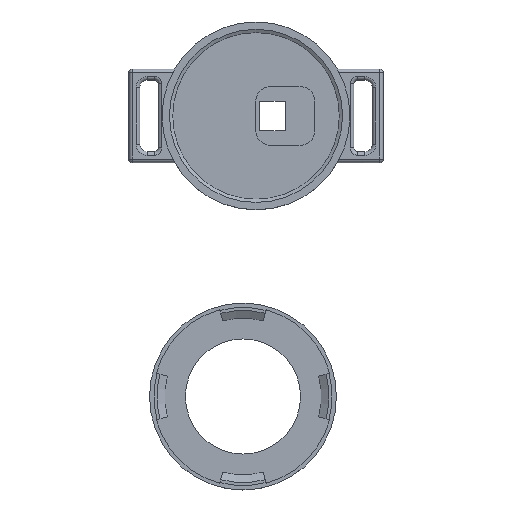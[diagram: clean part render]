
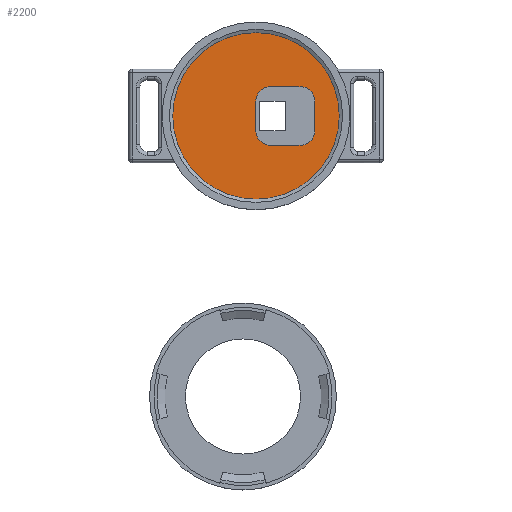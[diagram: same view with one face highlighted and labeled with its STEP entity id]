
A CAD part, top view. The second image highlights one B-rep face of the part: STEP entity #2200.
In plain terms, the highlighted planar face has unit normal (0, 0, 1).
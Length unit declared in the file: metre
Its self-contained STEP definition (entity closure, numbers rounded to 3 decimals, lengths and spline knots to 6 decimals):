
#286=LINE('',#3844,#464);
#287=LINE('',#3849,#465);
#288=LINE('',#3853,#466);
#289=LINE('',#3857,#467);
#464=VECTOR('',#3159,1.);
#465=VECTOR('',#3162,1.);
#466=VECTOR('',#3165,1.);
#467=VECTOR('',#3168,1.);
#1039=ORIENTED_EDGE('',*,*,#1394,.F.);
#1040=ORIENTED_EDGE('',*,*,#1395,.T.);
#1041=ORIENTED_EDGE('',*,*,#1396,.T.);
#1042=ORIENTED_EDGE('',*,*,#1397,.T.);
#1043=ORIENTED_EDGE('',*,*,#1398,.T.);
#1044=ORIENTED_EDGE('',*,*,#1399,.T.);
#1045=ORIENTED_EDGE('',*,*,#1400,.F.);
#1046=ORIENTED_EDGE('',*,*,#1401,.T.);
#1047=ORIENTED_EDGE('',*,*,#1393,.F.);
#1393=EDGE_CURVE('',#1606,#1606,#1738,.T.);
#1394=EDGE_CURVE('',#1607,#1608,#286,.T.);
#1395=EDGE_CURVE('',#1607,#1609,#1739,.T.);
#1396=EDGE_CURVE('',#1609,#1610,#287,.T.);
#1397=EDGE_CURVE('',#1610,#1611,#1740,.T.);
#1398=EDGE_CURVE('',#1611,#1612,#288,.T.);
#1399=EDGE_CURVE('',#1612,#1613,#1741,.T.);
#1400=EDGE_CURVE('',#1614,#1613,#289,.T.);
#1401=EDGE_CURVE('',#1614,#1608,#1742,.T.);
#1606=VERTEX_POINT('',#3842);
#1607=VERTEX_POINT('',#3845);
#1608=VERTEX_POINT('',#3846);
#1609=VERTEX_POINT('',#3848);
#1610=VERTEX_POINT('',#3850);
#1611=VERTEX_POINT('',#3852);
#1612=VERTEX_POINT('',#3854);
#1613=VERTEX_POINT('',#3856);
#1614=VERTEX_POINT('',#3858);
#1738=CIRCLE('',#2492,0.0245);
#1739=CIRCLE('',#2494,0.004);
#1740=CIRCLE('',#2495,0.004);
#1741=CIRCLE('',#2496,0.004);
#1742=CIRCLE('',#2497,0.004);
#1872=EDGE_LOOP('',(#1039,#1040,#1041,#1042,#1043,#1044,#1045,#1046));
#1873=EDGE_LOOP('',(#1047));
#2021=FACE_BOUND('',#1872,.T.);
#2022=FACE_BOUND('',#1873,.T.);
#2077=PLANE('',#2493);
#2200=ADVANCED_FACE('',(#2021,#2022),#2077,.F.);
#2492=AXIS2_PLACEMENT_3D('',#3841,#3155,#3156);
#2493=AXIS2_PLACEMENT_3D('',#3843,#3157,#3158);
#2494=AXIS2_PLACEMENT_3D('',#3847,#3160,#3161);
#2495=AXIS2_PLACEMENT_3D('',#3851,#3163,#3164);
#2496=AXIS2_PLACEMENT_3D('',#3855,#3166,#3167);
#2497=AXIS2_PLACEMENT_3D('',#3859,#3169,#3170);
#3155=DIRECTION('',(0.,0.,-1.));
#3156=DIRECTION('',(-1.,0.,0.));
#3157=DIRECTION('',(0.,0.,-1.));
#3158=DIRECTION('',(-1.,0.,0.));
#3159=DIRECTION('',(-1.,0.,0.));
#3160=DIRECTION('',(0.,0.,-1.));
#3161=DIRECTION('',(-1.,0.,0.));
#3162=DIRECTION('',(0.,-1.,0.));
#3163=DIRECTION('',(0.,0.,-1.));
#3164=DIRECTION('',(-1.,0.,0.));
#3165=DIRECTION('',(-1.,0.,0.));
#3166=DIRECTION('',(0.,0.,-1.));
#3167=DIRECTION('',(-1.,0.,0.));
#3168=DIRECTION('',(0.,-1.,0.));
#3169=DIRECTION('',(0.,0.,-1.));
#3170=DIRECTION('',(-1.,0.,0.));
#3841=CARTESIAN_POINT('',(0.,0.,0.001));
#3842=CARTESIAN_POINT('',(-0.0245,0.,0.001));
#3843=CARTESIAN_POINT('',(0.,0.01225,0.001));
#3844=CARTESIAN_POINT('',(0.007958,0.008,0.001));
#3845=CARTESIAN_POINT('',(0.011953,0.008,0.001));
#3846=CARTESIAN_POINT('',(0.003963,0.008,0.001));
#3847=CARTESIAN_POINT('',(0.011953,0.004,0.001));
#3848=CARTESIAN_POINT('',(0.015953,0.004,0.001));
#3849=CARTESIAN_POINT('',(0.015953,-0.004,0.001));
#3850=CARTESIAN_POINT('',(0.015953,-0.004,0.001));
#3851=CARTESIAN_POINT('',(0.011953,-0.004,0.001));
#3852=CARTESIAN_POINT('',(0.011953,-0.008,0.001));
#3853=CARTESIAN_POINT('',(0.007958,-0.008,0.001));
#3854=CARTESIAN_POINT('',(0.003963,-0.008,0.001));
#3855=CARTESIAN_POINT('',(0.003963,-0.004,0.001));
#3856=CARTESIAN_POINT('',(-0.000037,-0.004,0.001));
#3857=CARTESIAN_POINT('',(-0.000037,0.004,0.001));
#3858=CARTESIAN_POINT('',(-0.000037,0.004,0.001));
#3859=CARTESIAN_POINT('',(0.003963,0.004,0.001));
